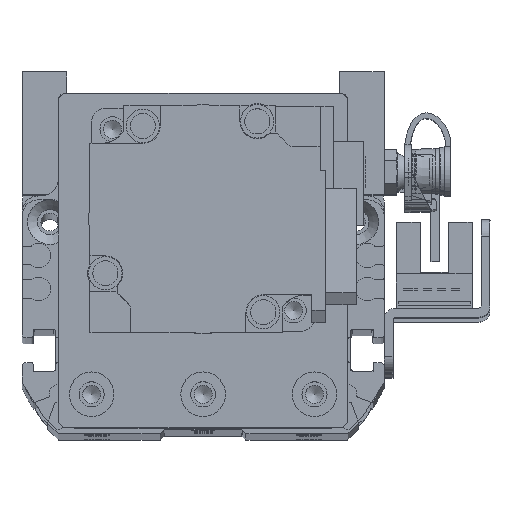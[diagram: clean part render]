
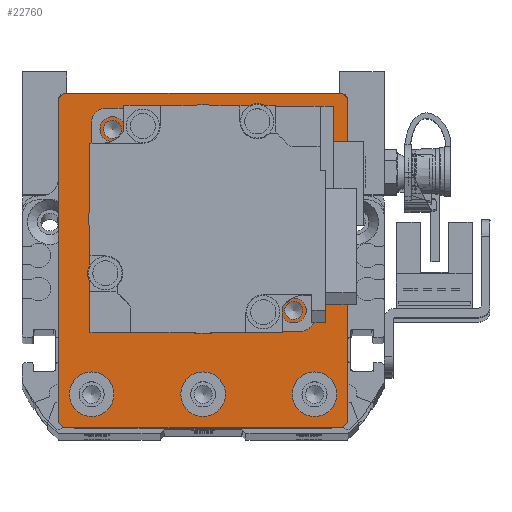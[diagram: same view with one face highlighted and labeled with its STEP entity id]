
A CAD part, top view. The second image highlights one B-rep face of the part: STEP entity #22760.
In plain terms, the highlighted planar face has unit normal (0, 0, 1).
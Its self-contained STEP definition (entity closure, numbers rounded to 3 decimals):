
#1299=FACE_BOUND('',#5033,.T.);
#1300=FACE_BOUND('',#5034,.T.);
#1301=FACE_BOUND('',#5035,.T.);
#1302=FACE_BOUND('',#5036,.T.);
#1303=FACE_BOUND('',#5037,.T.);
#1304=FACE_BOUND('',#5038,.T.);
#1305=FACE_BOUND('',#5039,.T.);
#1306=FACE_BOUND('',#5040,.T.);
#1823=PLANE('',#25399);
#3507=FACE_OUTER_BOUND('',#5032,.T.);
#5032=EDGE_LOOP('',(#21062,#21063,#21064,#21065,#21066,#21067,#21068,#21069));
#5033=EDGE_LOOP('',(#21070));
#5034=EDGE_LOOP('',(#21071));
#5035=EDGE_LOOP('',(#21072));
#5036=EDGE_LOOP('',(#21073));
#5037=EDGE_LOOP('',(#21074));
#5038=EDGE_LOOP('',(#21075));
#5039=EDGE_LOOP('',(#21076));
#5040=EDGE_LOOP('',(#21077));
#6792=LINE('',#40166,#8633);
#6798=LINE('',#40177,#8639);
#6805=LINE('',#40204,#8646);
#6808=LINE('',#40209,#8649);
#6809=LINE('',#40212,#8650);
#6812=LINE('',#40217,#8653);
#6813=LINE('',#40220,#8654);
#6835=LINE('',#40317,#8676);
#8633=VECTOR('',#31514,10.);
#8639=VECTOR('',#31522,10.);
#8646=VECTOR('',#31545,10.);
#8649=VECTOR('',#31550,10.);
#8650=VECTOR('',#31553,10.);
#8653=VECTOR('',#31558,10.);
#8654=VECTOR('',#31561,10.);
#8676=VECTOR('',#31677,10.);
#9870=CIRCLE('',#25362,4.);
#9873=CIRCLE('',#25368,4.);
#9876=CIRCLE('',#25374,4.);
#9878=CIRCLE('',#25379,1.621);
#9880=CIRCLE('',#25383,1.621);
#9882=CIRCLE('',#25387,1.621);
#9884=CIRCLE('',#25391,1.621);
#9887=CIRCLE('',#25397,15.);
#11836=VERTEX_POINT('',#40164);
#11837=VERTEX_POINT('',#40165);
#11841=VERTEX_POINT('',#40175);
#11853=VERTEX_POINT('',#40203);
#11854=VERTEX_POINT('',#40207);
#11855=VERTEX_POINT('',#40211);
#11856=VERTEX_POINT('',#40215);
#11857=VERTEX_POINT('',#40219);
#11864=VERTEX_POINT('',#40242);
#11867=VERTEX_POINT('',#40253);
#11870=VERTEX_POINT('',#40264);
#11873=VERTEX_POINT('',#40275);
#11876=VERTEX_POINT('',#40284);
#11879=VERTEX_POINT('',#40293);
#11882=VERTEX_POINT('',#40302);
#11885=VERTEX_POINT('',#40313);
#14902=EDGE_CURVE('',#11836,#11837,#6792,.T.);
#14908=EDGE_CURVE('',#11836,#11841,#6798,.T.);
#14921=EDGE_CURVE('',#11853,#11841,#6805,.T.);
#14924=EDGE_CURVE('',#11853,#11854,#6808,.T.);
#14925=EDGE_CURVE('',#11855,#11854,#6809,.T.);
#14928=EDGE_CURVE('',#11855,#11856,#6812,.T.);
#14929=EDGE_CURVE('',#11857,#11856,#6813,.T.);
#14939=EDGE_CURVE('',#11864,#11864,#9870,.T.);
#14944=EDGE_CURVE('',#11867,#11867,#9873,.T.);
#14949=EDGE_CURVE('',#11870,#11870,#9876,.T.);
#14954=EDGE_CURVE('',#11873,#11873,#9878,.T.);
#14958=EDGE_CURVE('',#11876,#11876,#9880,.T.);
#14962=EDGE_CURVE('',#11879,#11879,#9882,.T.);
#14966=EDGE_CURVE('',#11882,#11882,#9884,.T.);
#14972=EDGE_CURVE('',#11885,#11885,#9887,.T.);
#14973=EDGE_CURVE('',#11857,#11837,#6835,.T.);
#21062=ORIENTED_EDGE('',*,*,#14902,.F.);
#21063=ORIENTED_EDGE('',*,*,#14908,.T.);
#21064=ORIENTED_EDGE('',*,*,#14921,.F.);
#21065=ORIENTED_EDGE('',*,*,#14924,.T.);
#21066=ORIENTED_EDGE('',*,*,#14925,.F.);
#21067=ORIENTED_EDGE('',*,*,#14928,.T.);
#21068=ORIENTED_EDGE('',*,*,#14929,.F.);
#21069=ORIENTED_EDGE('',*,*,#14973,.T.);
#21070=ORIENTED_EDGE('',*,*,#14939,.T.);
#21071=ORIENTED_EDGE('',*,*,#14944,.T.);
#21072=ORIENTED_EDGE('',*,*,#14949,.T.);
#21073=ORIENTED_EDGE('',*,*,#14954,.T.);
#21074=ORIENTED_EDGE('',*,*,#14958,.T.);
#21075=ORIENTED_EDGE('',*,*,#14962,.T.);
#21076=ORIENTED_EDGE('',*,*,#14966,.T.);
#21077=ORIENTED_EDGE('',*,*,#14972,.T.);
#22760=ADVANCED_FACE('',(#3507,#1299,#1300,#1301,#1302,#1303,#1304,#1305,
#1306),#1823,.T.);
#25362=AXIS2_PLACEMENT_3D('',#40243,#31587,#31588);
#25368=AXIS2_PLACEMENT_3D('',#40254,#31601,#31602);
#25374=AXIS2_PLACEMENT_3D('',#40265,#31615,#31616);
#25379=AXIS2_PLACEMENT_3D('',#40276,#31628,#31629);
#25383=AXIS2_PLACEMENT_3D('',#40285,#31638,#31639);
#25387=AXIS2_PLACEMENT_3D('',#40294,#31648,#31649);
#25391=AXIS2_PLACEMENT_3D('',#40303,#31658,#31659);
#25397=AXIS2_PLACEMENT_3D('',#40315,#31673,#31674);
#25399=AXIS2_PLACEMENT_3D('',#40318,#31678,#31679);
#31514=DIRECTION('',(0.707,0.707,0.));
#31522=DIRECTION('',(0.,-1.,0.));
#31545=DIRECTION('',(-0.707,0.707,0.));
#31550=DIRECTION('',(1.,0.,0.));
#31553=DIRECTION('',(-0.707,-0.707,0.));
#31558=DIRECTION('',(0.,1.,0.));
#31561=DIRECTION('',(0.707,-0.707,0.));
#31587=DIRECTION('center_axis',(0.,0.,-1.));
#31588=DIRECTION('ref_axis',(1.,0.,0.));
#31601=DIRECTION('center_axis',(0.,0.,-1.));
#31602=DIRECTION('ref_axis',(1.,0.,0.));
#31615=DIRECTION('center_axis',(0.,0.,-1.));
#31616=DIRECTION('ref_axis',(1.,0.,0.));
#31628=DIRECTION('center_axis',(0.,0.,-1.));
#31629=DIRECTION('ref_axis',(1.,0.,0.));
#31638=DIRECTION('center_axis',(0.,0.,-1.));
#31639=DIRECTION('ref_axis',(1.,0.,0.));
#31648=DIRECTION('center_axis',(0.,0.,-1.));
#31649=DIRECTION('ref_axis',(1.,0.,0.));
#31658=DIRECTION('center_axis',(0.,0.,-1.));
#31659=DIRECTION('ref_axis',(1.,0.,0.));
#31673=DIRECTION('center_axis',(0.,0.,-1.));
#31674=DIRECTION('ref_axis',(-1.,0.,0.));
#31677=DIRECTION('',(-1.,0.,0.));
#31678=DIRECTION('center_axis',(0.,0.,1.));
#31679=DIRECTION('ref_axis',(1.,0.,0.));
#40164=CARTESIAN_POINT('',(-26.,29.,12.5));
#40165=CARTESIAN_POINT('',(-25.,30.,12.5));
#40166=CARTESIAN_POINT('',(-26.5,28.5,12.5));
#40175=CARTESIAN_POINT('',(-26.,-29.,12.5));
#40177=CARTESIAN_POINT('',(-26.,30.,12.5));
#40203=CARTESIAN_POINT('',(-25.,-30.,12.5));
#40204=CARTESIAN_POINT('',(-26.5,-28.5,12.5));
#40207=CARTESIAN_POINT('',(25.,-30.,12.5));
#40209=CARTESIAN_POINT('',(-26.,-30.,12.5));
#40211=CARTESIAN_POINT('',(26.,-29.,12.5));
#40212=CARTESIAN_POINT('',(26.5,-28.5,12.5));
#40215=CARTESIAN_POINT('',(26.,29.,12.5));
#40217=CARTESIAN_POINT('',(26.,-30.,12.5));
#40219=CARTESIAN_POINT('',(25.,30.,12.5));
#40220=CARTESIAN_POINT('',(26.5,28.5,12.5));
#40242=CARTESIAN_POINT('',(16.,-24.,12.5));
#40243=CARTESIAN_POINT('Origin',(20.,-24.,12.5));
#40253=CARTESIAN_POINT('',(-24.,-24.,12.5));
#40254=CARTESIAN_POINT('Origin',(-20.,-24.,12.5));
#40264=CARTESIAN_POINT('',(-4.,-24.,12.5));
#40265=CARTESIAN_POINT('Origin',(0.,-24.,12.5));
#40275=CARTESIAN_POINT('',(14.642,-8.963,12.5));
#40276=CARTESIAN_POINT('Origin',(16.263,-8.963,12.5));
#40284=CARTESIAN_POINT('',(-17.884,23.563,12.5));
#40285=CARTESIAN_POINT('Origin',(-16.263,23.563,12.5));
#40293=CARTESIAN_POINT('',(14.642,23.563,12.5));
#40294=CARTESIAN_POINT('Origin',(16.263,23.563,12.5));
#40302=CARTESIAN_POINT('',(-17.884,-8.963,12.5));
#40303=CARTESIAN_POINT('Origin',(-16.263,-8.963,12.5));
#40313=CARTESIAN_POINT('',(15.,7.3,12.5));
#40315=CARTESIAN_POINT('Origin',(0.,7.3,12.5));
#40317=CARTESIAN_POINT('',(26.,30.,12.5));
#40318=CARTESIAN_POINT('Origin',(0.,0.,12.5));
